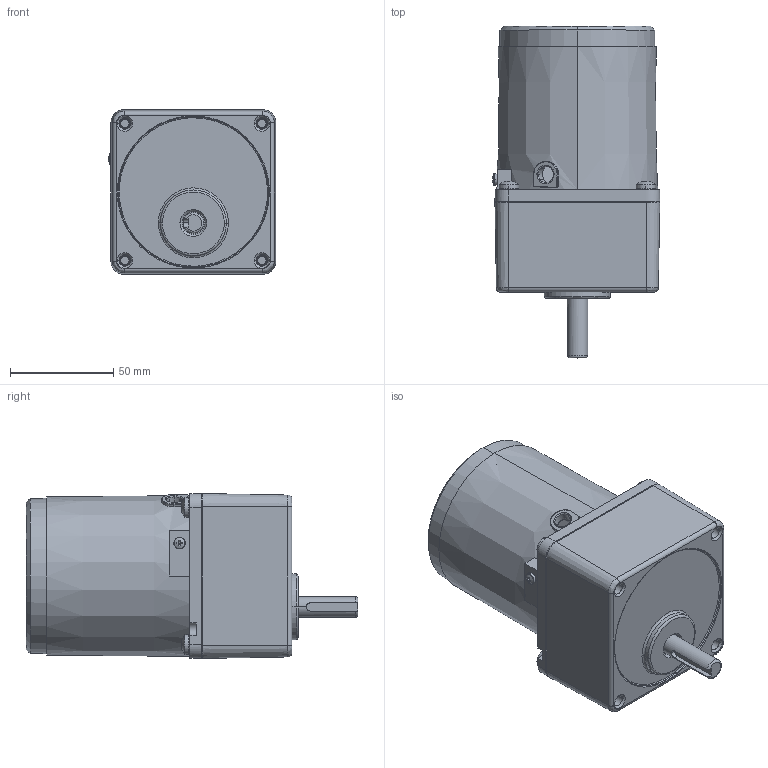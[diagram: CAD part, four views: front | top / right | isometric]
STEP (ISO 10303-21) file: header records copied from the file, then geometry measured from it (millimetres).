
FILE_DESCRIPTION (( 'STEP AP203' ), '1' );
FILE_NAME ('ASM0021_ASM.STEP', '2015-12-10T05:27:59', ( '微软用户' ), ( '微软中国' ), 'SwSTEP 2.0', 'SolidWorks 2009', '' );
FILE_SCHEMA (( 'CONFIG_CONTROL_DESIGN' ));
Length unit declared in the file: millimetre
Products named in the file (11): PRT0100; PRT0099; PRT0093; ASM0023_ASM; ASM0021_ASM; PRT0101; ASM0022_ASM; PRT0098; PRT0097; PRT0096; PRT0095
Assembly tree (10 placements, depth 4):
  ASM0021_ASM
    ASM0022_ASM
      PRT0095
      PRT0100
      PRT0098
      PRT0097
      PRT0096
      ASM0023_ASM
        PRT0093
      PRT0099
    PRT0101
Bounding box: 81.32 x 161 x 80 mm (x, y, z)
Volume: 395918.9 mm3; surface area: 92266.1 mm2
Topology: 8 solids, 8 shells, 1049 faces, 2308 edges, 1280 vertices
Faces by surface type: cone 530, cylinder 295, plane 158, bspline 66
Entity records: 31573 total; most frequent: CARTESIAN_POINT 7646, DIRECTION 5120, ORIENTED_EDGE 4550, EDGE_CURVE 2275, AXIS2_PLACEMENT_3D 2050, VERTEX_POINT 1280, EDGE_LOOP 1107, CIRCLE 1052
